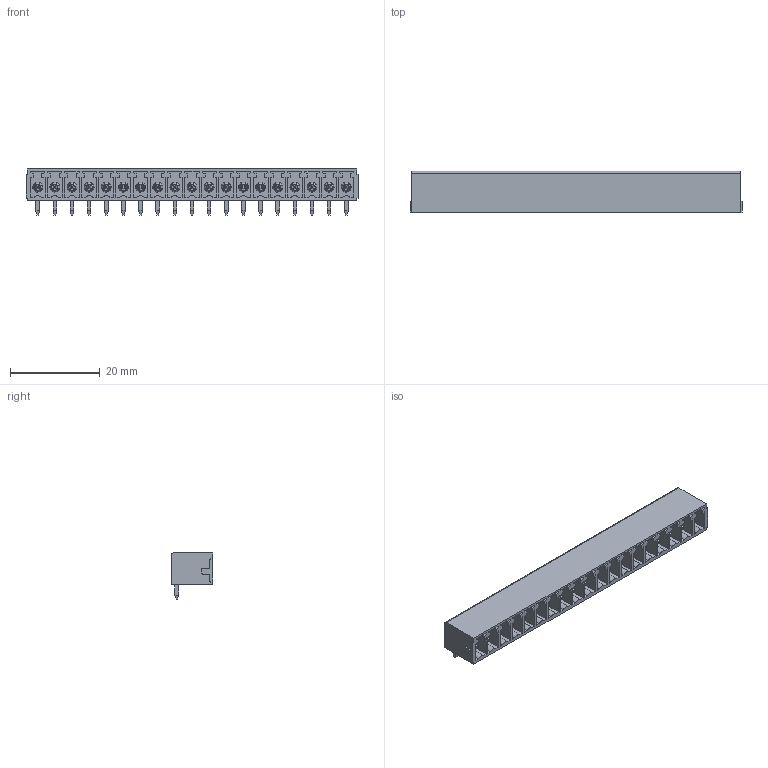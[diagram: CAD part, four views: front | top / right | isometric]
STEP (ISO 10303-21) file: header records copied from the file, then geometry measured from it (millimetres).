
FILE_DESCRIPTION(('CATIA V5 STEP Exchange','CAx-IF Rec.Pracs.--- Model Styling and Organization---1.2---2011-12-15'),'2;1');
FILE_NAME ('D1459774_0', '2018-09-29T02:31:11+00:00', ('none'), ('Weidmueller'), 'CATIA Version 5-6 Release 2014', 'CATIA V5 STEP AP214', 'none');
FILE_SCHEMA(('AUTOMOTIVE_DESIGN { 1 0 10303 214 1 1 1 1 }'));
Length unit declared in the file: millimetre
Products named in the file (1): 1942240000
Bounding box: 73.78 x 9.2 x 10.25 mm (x, y, z)
Volume: 2101.9 mm3; surface area: 6851.2 mm2
Topology: 20 solids, 20 shells, 1498 faces, 4297 edges, 2896 vertices
Faces by surface type: plane 1071, cylinder 351, cone 38, torus 38
Entity records: 45196 total; most frequent: CARTESIAN_POINT 8843, ORIENTED_EDGE 8594, DIRECTION 5746, EDGE_CURVE 4297, VECTOR 3367, LINE 3367, VERTEX_POINT 2896, EDGE_LOOP 1593
